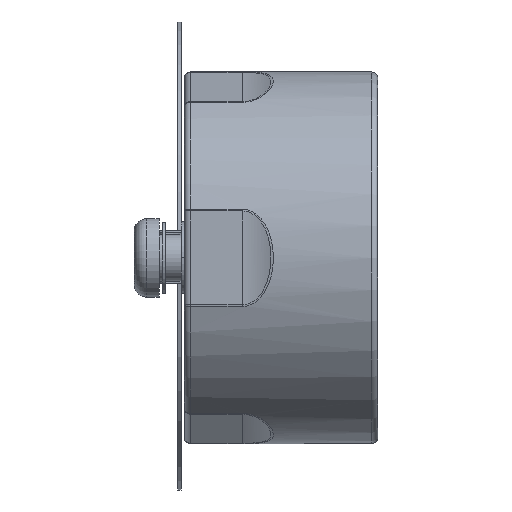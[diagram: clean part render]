
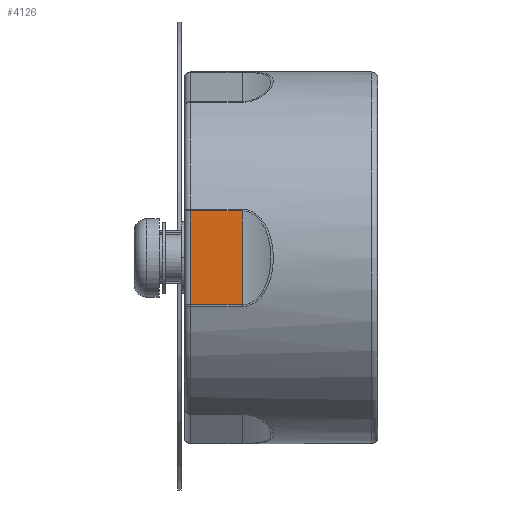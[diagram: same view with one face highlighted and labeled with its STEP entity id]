
A CAD part, left-side view. The second image highlights one B-rep face of the part: STEP entity #4126.
In plain terms, the highlighted planar face has unit normal (-1, 0, 0).
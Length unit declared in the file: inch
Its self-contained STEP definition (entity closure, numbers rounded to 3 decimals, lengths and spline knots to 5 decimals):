
#163 = EDGE_CURVE ( 'NONE', #4997, #9501, #9625, .T. ) ;
#626 = EDGE_CURVE ( 'NONE', #5496, #4997, #6807, .T. ) ;
#697 = VERTEX_POINT ( 'NONE', #4282 ) ;
#1187 = VECTOR ( 'NONE', #1409, 39.37008 ) ;
#1316 = ORIENTED_EDGE ( 'NONE', *, *, #9759, .T. ) ;
#1409 = DIRECTION ( 'NONE',  ( 0., 0., 1. ) ) ;
#1489 = CARTESIAN_POINT ( 'NONE',  ( -0.575, 0.62, -0.19 ) ) ;
#1877 = AXIS2_PLACEMENT_3D ( 'NONE', #1489, #6766, #2242 ) ;
#2242 = DIRECTION ( 'NONE',  ( 0., 1., 0. ) ) ;
#2363 = CARTESIAN_POINT ( 'NONE',  ( -0.575, 0.62, -0.15033 ) ) ;
#2446 = EDGE_LOOP ( 'NONE', ( #5923, #8716, #9301, #1316 ) ) ;
#2496 = CARTESIAN_POINT ( 'NONE',  ( -0.575, 0.62, 0.15033 ) ) ;
#2684 = CARTESIAN_POINT ( 'NONE',  ( -0.575, 0.6, -0.15297 ) ) ;
#4126 = ADVANCED_FACE ( 'NONE', ( #8069 ), #6704, .F. ) ;
#4213 = DIRECTION ( 'NONE',  ( 0., 0., -1. ) ) ;
#4282 = CARTESIAN_POINT ( 'NONE',  ( -0.575, 0.43404, 0.15033 ) ) ;
#4323 = VECTOR ( 'NONE', #6311, 39.37008 ) ;
#4613 = CARTESIAN_POINT ( 'NONE',  ( -0.575, 0.43404, -0.15033 ) ) ;
#4656 = DIRECTION ( 'NONE',  ( 0., -1., 0. ) ) ;
#4997 = VERTEX_POINT ( 'NONE', #7788 ) ;
#5201 = LINE ( 'NONE', #5937, #1187 ) ;
#5496 = VERTEX_POINT ( 'NONE', #7667 ) ;
#5660 = EDGE_CURVE ( 'NONE', #9501, #697, #5201, .T. ) ;
#5923 = ORIENTED_EDGE ( 'NONE', *, *, #626, .T. ) ;
#5937 = CARTESIAN_POINT ( 'NONE',  ( -0.575, 0.43404, -0.19 ) ) ;
#6311 = DIRECTION ( 'NONE',  ( 0., 1., 0. ) ) ;
#6347 = LINE ( 'NONE', #2496, #4323 ) ;
#6354 = VECTOR ( 'NONE', #4213, 39.37008 ) ;
#6704 = PLANE ( 'NONE',  #1877 ) ;
#6766 = DIRECTION ( 'NONE',  ( 1., 0., 0. ) ) ;
#6807 = LINE ( 'NONE', #2684, #6354 ) ;
#7638 = VECTOR ( 'NONE', #4656, 39.37008 ) ;
#7667 = CARTESIAN_POINT ( 'NONE',  ( -0.575, 0.6, 0.15033 ) ) ;
#7788 = CARTESIAN_POINT ( 'NONE',  ( -0.575, 0.6, -0.15033 ) ) ;
#8069 = FACE_OUTER_BOUND ( 'NONE', #2446, .T. ) ;
#8716 = ORIENTED_EDGE ( 'NONE', *, *, #163, .T. ) ;
#9301 = ORIENTED_EDGE ( 'NONE', *, *, #5660, .T. ) ;
#9501 = VERTEX_POINT ( 'NONE', #4613 ) ;
#9625 = LINE ( 'NONE', #2363, #7638 ) ;
#9759 = EDGE_CURVE ( 'NONE', #697, #5496, #6347, .T. ) ;
